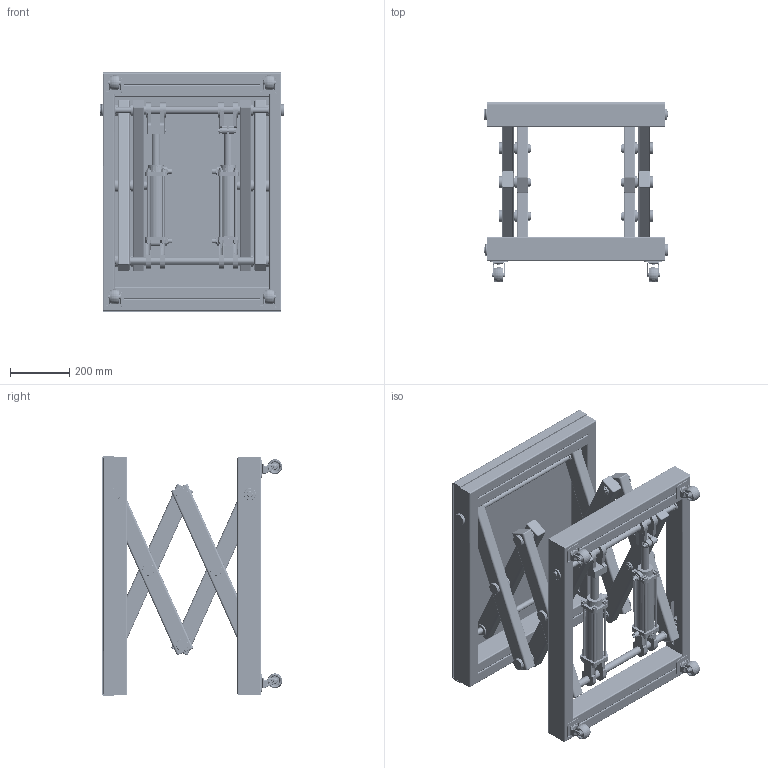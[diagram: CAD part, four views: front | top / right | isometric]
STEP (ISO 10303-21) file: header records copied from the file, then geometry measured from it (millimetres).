
FILE_DESCRIPTION (( 'STEP AP214' ), '1' );
FILE_NAME ('Hydraulic Lifting Table.STEP', '2017-09-13T16:48:18', ( 'A' ), ( 'Microsoft' ), 'SwSTEP 2.0', 'SolidWorks 2017', '' );
FILE_SCHEMA (( 'AUTOMOTIVE_DESIGN' ));
Length unit declared in the file: inch
Products named in the file (86): DIN 80 x 40 x 2 00000006; Shaft13; Solid14_1; Shaft8; Shaft2; DIN 80 x 40 x 2 00000004; Shaft12; Solid13_1; Cilinder-Adaptor; DIN 80 x 40 x 2 00000003; Solid12_1; Bolted Connection1; Bearing1; DIN 80 x 40 x 2 00000002; Shaft11; Solid11_1; ISO 4032 - M10 - ISO; CSN 024630 - SKF 6404; DIN 80 x 40 x 2 00000001; Solid10_1; ISO 4014 - M10 x 55 - ISO; Arm; Shaft10; Solid9_1; Parker Countersunk Hex-Head Plug 219P 219P-6; End cap; Hydraulic Lifting Table; Solid8_1; Bearing4; Solid7_1; ISO 4144 Hexagon Nipples N1 3_8; Base; Bearing3; Solid6_1; ANSI B18.2.2 - 3_8 - 16(8); castor wheel 3; Top; Solid5_1; BAR; Solid24_1 ...
Assembly tree (151 placements, depth 4):
  Hydraulic Lifting Table
    Base
      Frame0001
        DIN 80 x 40 x 2 00000001
        DIN 80 x 40 x 2 00000002
        DIN 80 x 40 x 2 00000003
        DIN 80 x 40 x 2 00000004
        DIN 80 x 40 x 2 00000006
        DIN 80 x 40 x 2 00000007
      Bushing  x2
      Shaft1
        Shaft1
      DIN 471 - 21x1.2
      castor wheel 3  x4
        Solid2_1
        Solid3_1
        Solid4_1
        Solid5_1
        Solid6_1
        Solid7_1
        Solid8_1
        Solid9_1
        Solid10_1
        Solid11_1
        Solid12_1
        Solid13_1
        Solid14_1
        Solid15_1
        Solid16_1
        Solid17_1
        Solid18_1
        Solid19_1
        Solid20_1
        Solid21_1
        Solid22_1
        Solid23_1
        Solid24_1
    Arm  x8
      Arm
      Bushing
      End cap
    Bearing1
      CSN 024630 - SKF 6404
    Shaft2
      Shaft2
    Bearing2
      CSN 024630 - SKF 6404
    Shaft4
      Shaft4
    Shaft5
      Shaft5
    Shaft6
      Shaft6
    Shaft7
      Shaft7
    Top
      Frame0001
        DIN 80 x 40 x 2 00000001
        DIN 80 x 40 x 2 00000002
        DIN 80 x 40 x 2 00000003
Bounding box: 620 x 606.64 x 810 mm (x, y, z)
Volume: 12766856.2 mm3; surface area: 7541724.9 mm2
Topology: 243 solids, 259 shells, 5030 faces, 12764 edges, 8076 vertices
Faces by surface type: cylinder 1498, plane 1308, cone 836, bspline 772, torus 380, sphere 236
Entity records: 57506 total; most frequent: CARTESIAN_POINT 22105, DIRECTION 6475, ORIENTED_EDGE 6437, EDGE_CURVE 3240, AXIS2_PLACEMENT_3D 2544, VERTEX_POINT 2081, EDGE_LOOP 1556, VECTOR 1387
